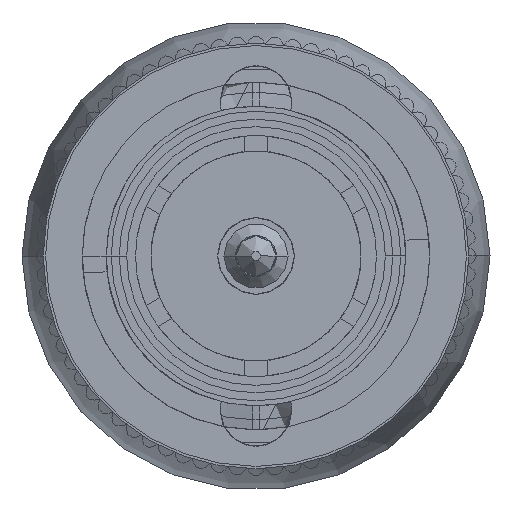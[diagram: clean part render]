
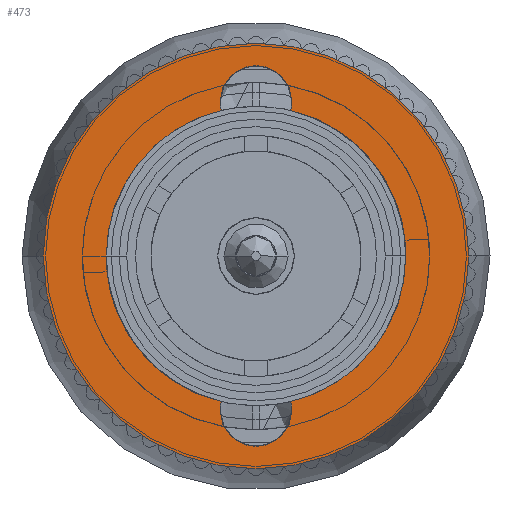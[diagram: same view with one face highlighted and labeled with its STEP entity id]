
A CAD part, front view. The second image highlights one B-rep face of the part: STEP entity #473.
In plain terms, the highlighted face is planar.
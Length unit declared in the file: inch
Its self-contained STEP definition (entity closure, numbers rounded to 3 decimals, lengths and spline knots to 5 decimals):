
#115 = DIRECTION ( 'NONE',  ( 1., 0., 0. ) ) ;
#168 = AXIS2_PLACEMENT_3D ( 'NONE', #7906, #13062, #10477 ) ;
#202 = CIRCLE ( 'NONE', #168, 0.194 ) ;
#371 = DIRECTION ( 'NONE',  ( 1., 0., 0. ) ) ;
#408 = DIRECTION ( 'NONE',  ( -1., 0., 0. ) ) ;
#439 = CARTESIAN_POINT ( 'NONE',  ( 0.2725, 0., 0. ) ) ;
#473 = ADVANCED_FACE ( 'NONE', ( #9264, #6524 ), #11839, .T. ) ;
#592 = CIRCLE ( 'NONE', #3522, 0.0465 ) ;
#729 = VERTEX_POINT ( 'NONE', #4700 ) ;
#826 = EDGE_CURVE ( 'NONE', #16049, #11893, #202, .T. ) ;
#868 = CIRCLE ( 'NONE', #9379, 0.194 ) ;
#984 = DIRECTION ( 'NONE',  ( 0., 0., 1. ) ) ;
#1074 = DIRECTION ( 'NONE',  ( -1., 0., 0. ) ) ;
#2154 = CARTESIAN_POINT ( 'NONE',  ( 0.0451, 0.18868, 0. ) ) ;
#2250 = AXIS2_PLACEMENT_3D ( 'NONE', #9901, #3491, #16145 ) ;
#2332 = DIRECTION ( 'NONE',  ( 0., 0., 1. ) ) ;
#2337 = DIRECTION ( 'NONE',  ( 0., 0., 1. ) ) ;
#2405 = DIRECTION ( 'NONE',  ( 1., 0., 0. ) ) ;
#2673 = ORIENTED_EDGE ( 'NONE', *, *, #13194, .F. ) ;
#2901 = CIRCLE ( 'NONE', #11411, 0.0465 ) ;
#2968 = CIRCLE ( 'NONE', #7237, 0.194 ) ;
#3322 = DIRECTION ( 'NONE',  ( 1., 0., 0. ) ) ;
#3491 = DIRECTION ( 'NONE',  ( 0., 0., 1. ) ) ;
#3522 = AXIS2_PLACEMENT_3D ( 'NONE', #13749, #12485, #1074 ) ;
#3552 = CIRCLE ( 'NONE', #12848, 0.27559 ) ;
#3589 = CARTESIAN_POINT ( 'NONE',  ( 0., 0., 0. ) ) ;
#3599 = CARTESIAN_POINT ( 'NONE',  ( -0.0451, 0.18868, 0. ) ) ;
#3781 = EDGE_CURVE ( 'NONE', #7532, #8707, #13431, .T. ) ;
#4195 = ORIENTED_EDGE ( 'NONE', *, *, #13882, .F. ) ;
#4507 = VERTEX_POINT ( 'NONE', #10156 ) ;
#4700 = CARTESIAN_POINT ( 'NONE',  ( -0.27559, 0., 0. ) ) ;
#4712 = DIRECTION ( 'NONE',  ( 0., 0., 1. ) ) ;
#4962 = EDGE_CURVE ( 'NONE', #4507, #8518, #2901, .T. ) ;
#5032 = DIRECTION ( 'NONE',  ( 1., 0., 0. ) ) ;
#5062 = CIRCLE ( 'NONE', #11433, 0.0465 ) ;
#5207 = EDGE_LOOP ( 'NONE', ( #15290, #12471 ) ) ;
#5438 = VERTEX_POINT ( 'NONE', #8121 ) ;
#5499 = ORIENTED_EDGE ( 'NONE', *, *, #13013, .F. ) ;
#5501 = EDGE_CURVE ( 'NONE', #8518, #12180, #5062, .T. ) ;
#5937 = EDGE_CURVE ( 'NONE', #13271, #729, #3552, .T. ) ;
#6201 = CARTESIAN_POINT ( 'NONE',  ( 0., 0., 0. ) ) ;
#6401 = CARTESIAN_POINT ( 'NONE',  ( 0., -0.2, 0. ) ) ;
#6524 = FACE_OUTER_BOUND ( 'NONE', #5207, .T. ) ;
#6827 = DIRECTION ( 'NONE',  ( 0., 0., 1. ) ) ;
#6976 = CARTESIAN_POINT ( 'NONE',  ( 0., 0., 0. ) ) ;
#7237 = AXIS2_PLACEMENT_3D ( 'NONE', #6976, #14458, #10800 ) ;
#7370 = EDGE_CURVE ( 'NONE', #5438, #8309, #2968, .T. ) ;
#7532 = VERTEX_POINT ( 'NONE', #14798 ) ;
#7707 = ORIENTED_EDGE ( 'NONE', *, *, #5501, .F. ) ;
#7906 = CARTESIAN_POINT ( 'NONE',  ( 0., 0., 0. ) ) ;
#8121 = CARTESIAN_POINT ( 'NONE',  ( 0.0451, -0.18868, 0. ) ) ;
#8133 = DIRECTION ( 'NONE',  ( 1., 0., 0. ) ) ;
#8309 = VERTEX_POINT ( 'NONE', #15481 ) ;
#8518 = VERTEX_POINT ( 'NONE', #16408 ) ;
#8629 = AXIS2_PLACEMENT_3D ( 'NONE', #6201, #4712, #5032 ) ;
#8707 = VERTEX_POINT ( 'NONE', #13130 ) ;
#8858 = AXIS2_PLACEMENT_3D ( 'NONE', #12292, #9561, #8133 ) ;
#8950 = CARTESIAN_POINT ( 'NONE',  ( 0., 0., 0. ) ) ;
#9092 = DIRECTION ( 'NONE',  ( 0., 0., 1. ) ) ;
#9148 = CIRCLE ( 'NONE', #8629, 0.194 ) ;
#9201 = ORIENTED_EDGE ( 'NONE', *, *, #826, .F. ) ;
#9247 = ORIENTED_EDGE ( 'NONE', *, *, #7370, .F. ) ;
#9264 = FACE_BOUND ( 'NONE', #14717, .T. ) ;
#9304 = CARTESIAN_POINT ( 'NONE',  ( -0.194, 0., 0. ) ) ;
#9379 = AXIS2_PLACEMENT_3D ( 'NONE', #12149, #984, #3322 ) ;
#9486 = ORIENTED_EDGE ( 'NONE', *, *, #3781, .F. ) ;
#9561 = DIRECTION ( 'NONE',  ( 0., 0., 1. ) ) ;
#9706 = ORIENTED_EDGE ( 'NONE', *, *, #13381, .F. ) ;
#9901 = CARTESIAN_POINT ( 'NONE',  ( 0., 0.2, 0. ) ) ;
#10142 = DIRECTION ( 'NONE',  ( 1., 0., 0. ) ) ;
#10156 = CARTESIAN_POINT ( 'NONE',  ( -0.0451, -0.18868, 0. ) ) ;
#10374 = CARTESIAN_POINT ( 'NONE',  ( 0., 0.2, 0. ) ) ;
#10477 = DIRECTION ( 'NONE',  ( 1., 0., 0. ) ) ;
#10609 = CARTESIAN_POINT ( 'NONE',  ( 0., -0.2, 0. ) ) ;
#10721 = CARTESIAN_POINT ( 'NONE',  ( 0.27559, 0., 0. ) ) ;
#10800 = DIRECTION ( 'NONE',  ( 1., 0., 0. ) ) ;
#10978 = CIRCLE ( 'NONE', #15736, 0.0465 ) ;
#11411 = AXIS2_PLACEMENT_3D ( 'NONE', #6401, #2332, #2405 ) ;
#11433 = AXIS2_PLACEMENT_3D ( 'NONE', #10609, #15237, #11578 ) ;
#11453 = CARTESIAN_POINT ( 'NONE',  ( 0.0465, -0.2, 0. ) ) ;
#11578 = DIRECTION ( 'NONE',  ( 1., 0., 0. ) ) ;
#11839 = PLANE ( 'NONE',  #13776 ) ;
#11893 = VERTEX_POINT ( 'NONE', #9304 ) ;
#12149 = CARTESIAN_POINT ( 'NONE',  ( 0., 0., 0. ) ) ;
#12180 = VERTEX_POINT ( 'NONE', #11453 ) ;
#12292 = CARTESIAN_POINT ( 'NONE',  ( 0., -0.2, 0. ) ) ;
#12471 = ORIENTED_EDGE ( 'NONE', *, *, #14144, .T. ) ;
#12485 = DIRECTION ( 'NONE',  ( 0., 0., 1. ) ) ;
#12848 = AXIS2_PLACEMENT_3D ( 'NONE', #3589, #2337, #10142 ) ;
#12922 = ORIENTED_EDGE ( 'NONE', *, *, #14402, .F. ) ;
#13013 = EDGE_CURVE ( 'NONE', #8707, #16049, #592, .T. ) ;
#13062 = DIRECTION ( 'NONE',  ( 0., 0., 1. ) ) ;
#13130 = CARTESIAN_POINT ( 'NONE',  ( -0.0465, 0.2, 0. ) ) ;
#13133 = AXIS2_PLACEMENT_3D ( 'NONE', #8950, #14099, #371 ) ;
#13194 = EDGE_CURVE ( 'NONE', #13360, #7532, #10978, .T. ) ;
#13271 = VERTEX_POINT ( 'NONE', #10721 ) ;
#13360 = VERTEX_POINT ( 'NONE', #2154 ) ;
#13381 = EDGE_CURVE ( 'NONE', #11893, #4507, #868, .T. ) ;
#13431 = CIRCLE ( 'NONE', #2250, 0.0465 ) ;
#13749 = CARTESIAN_POINT ( 'NONE',  ( 0., 0.2, 0. ) ) ;
#13776 = AXIS2_PLACEMENT_3D ( 'NONE', #439, #9092, #115 ) ;
#13882 = EDGE_CURVE ( 'NONE', #12180, #5438, #16042, .T. ) ;
#14099 = DIRECTION ( 'NONE',  ( 0., 0., 1. ) ) ;
#14144 = EDGE_CURVE ( 'NONE', #729, #13271, #15504, .T. ) ;
#14402 = EDGE_CURVE ( 'NONE', #8309, #13360, #9148, .T. ) ;
#14458 = DIRECTION ( 'NONE',  ( 0., 0., 1. ) ) ;
#14717 = EDGE_LOOP ( 'NONE', ( #9201, #5499, #9486, #2673, #12922, #9247, #4195, #7707, #15660, #9706 ) ) ;
#14798 = CARTESIAN_POINT ( 'NONE',  ( 0.0465, 0.2, 0. ) ) ;
#15237 = DIRECTION ( 'NONE',  ( 0., 0., 1. ) ) ;
#15290 = ORIENTED_EDGE ( 'NONE', *, *, #5937, .T. ) ;
#15481 = CARTESIAN_POINT ( 'NONE',  ( 0.194, 0., 0. ) ) ;
#15504 = CIRCLE ( 'NONE', #13133, 0.27559 ) ;
#15660 = ORIENTED_EDGE ( 'NONE', *, *, #4962, .F. ) ;
#15736 = AXIS2_PLACEMENT_3D ( 'NONE', #10374, #6827, #408 ) ;
#16042 = CIRCLE ( 'NONE', #8858, 0.0465 ) ;
#16049 = VERTEX_POINT ( 'NONE', #3599 ) ;
#16145 = DIRECTION ( 'NONE',  ( -1., 0., 0. ) ) ;
#16408 = CARTESIAN_POINT ( 'NONE',  ( -0.0465, -0.2, 0. ) ) ;
